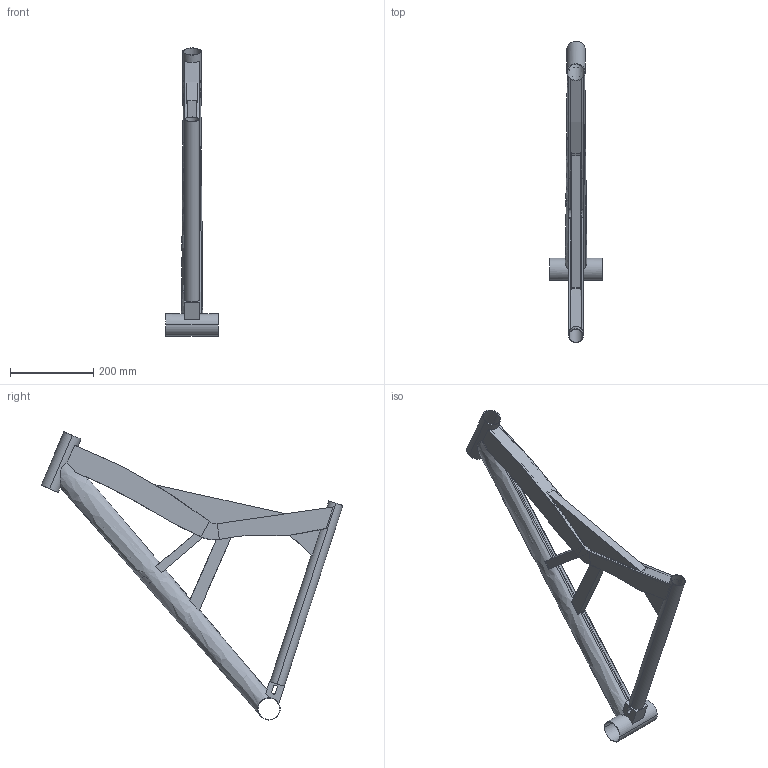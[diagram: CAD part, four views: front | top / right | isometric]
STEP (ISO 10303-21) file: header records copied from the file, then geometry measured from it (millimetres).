
FILE_DESCRIPTION(('CATIA V5 STEP Exchange'),'2;1');
FILE_NAME('BIKE_FRAME_EXAM2.stp','2017-10-27T06:24:47+00:00',('none'),('none'),'CATIA Version 5 Release 20 SP 7 (IN-10)','CATIA V5 STEP AP203','none');
FILE_SCHEMA(('CONFIG_CONTROL_DESIGN'));
Length unit declared in the file: millimetre
Products named in the file (1): BIKE_FRAME_REINFORCEMENT_FEA
Bounding box: 127 x 726.28 x 694.16 mm (x, y, z)
Volume: 1196786.8 mm3; surface area: 726434.5 mm2
Topology: 1 solids, 3 shells, 140 faces, 419 edges, 277 vertices
Faces by surface type: plane 76, bspline 38, cylinder 24, torus 2
Entity records: 11412 total; most frequent: CARTESIAN_POINT 8366, ORIENTED_EDGE 838, EDGE_CURVE 419, DIRECTION 279, VERTEX_POINT 276, B_SPLINE_CURVE_WITH_KNOTS 258, EDGE_LOOP 151, ADVANCED_FACE 140
